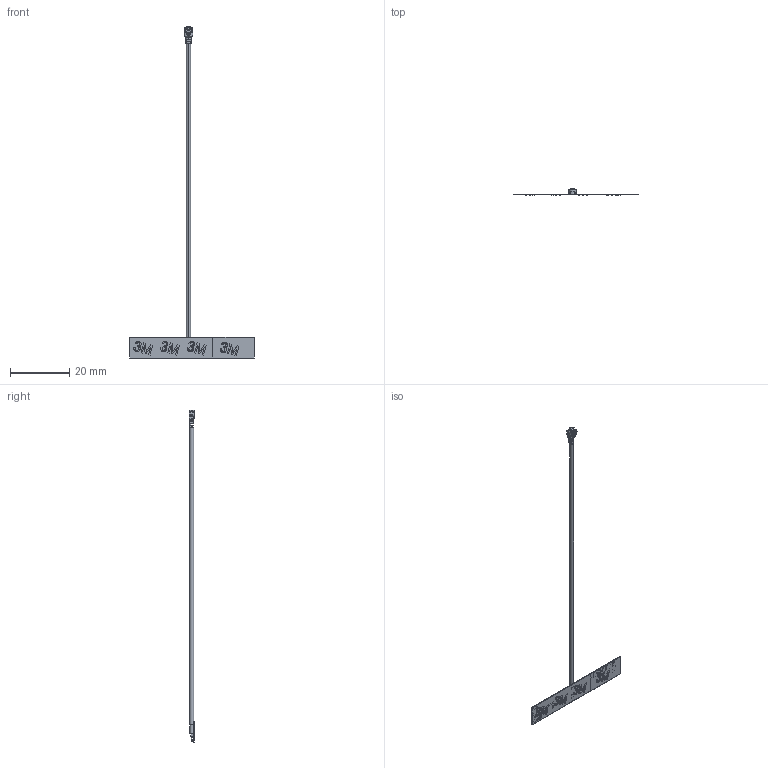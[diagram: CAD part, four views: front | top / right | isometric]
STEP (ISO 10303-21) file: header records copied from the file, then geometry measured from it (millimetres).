
FILE_DESCRIPTION (( 'STEP AP214' ), '1' );
FILE_NAME ('FXP830.07.0100C_Web.STEP', '2022-03-15T15:45:15', ( '' ), ( '' ), 'SwSTEP 2.0', 'SolidWorks 2018', '' );
FILE_SCHEMA (( 'AUTOMOTIVE_DESIGN' ));
Length unit declared in the file: millimetre
Products named in the file (1): FXP830.07.0100C_Web
Bounding box: 42 x 2.01 x 111.65 mm (x, y, z)
Surface area: 1158.5 mm2 (no closed solid volume)
Topology: 0 solids, 51 shells, 312 faces, 2525 edges, 2236 vertices
Faces by surface type: plane 230, cylinder 42, bspline 36, torus 4
Entity records: 33688 total; most frequent: CARTESIAN_POINT 14450, ORIENTED_EDGE 2994, EDGE_CURVE 2525, VERTEX_POINT 2236, DIRECTION 2236, VECTOR 1392, LINE 1392, B_SPLINE_CURVE_WITH_KNOTS 977
